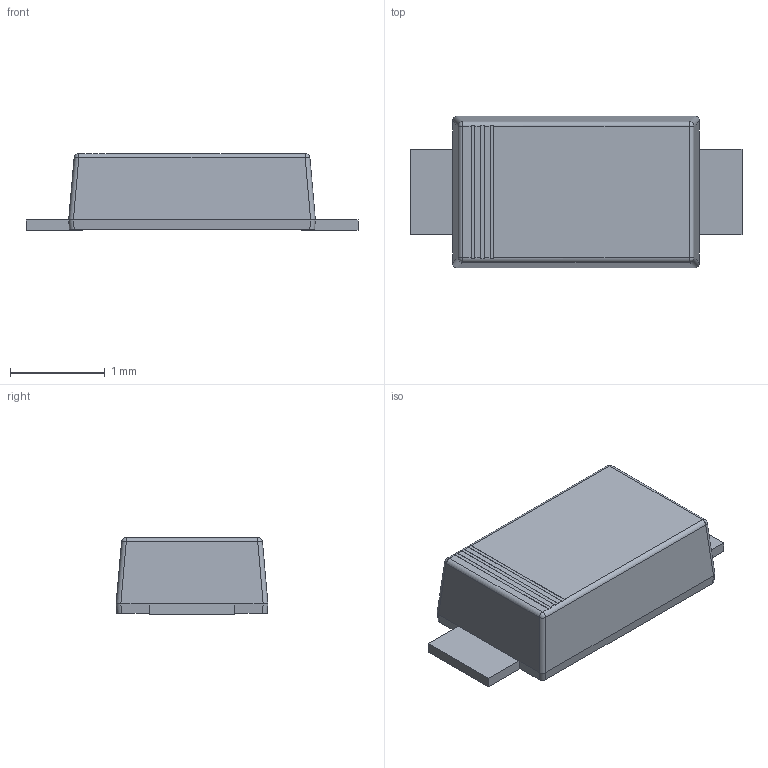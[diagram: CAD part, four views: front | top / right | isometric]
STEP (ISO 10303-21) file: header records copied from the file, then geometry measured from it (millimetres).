
FILE_DESCRIPTION (( 'STEP AP214' ), '1' );
FILE_NAME ('SOD-123FL_L2.6-W1.6-LS3.5-RD.STEP', '2021-09-28T09:18:20', ( '' ), ( '' ), 'SwSTEP 2.0', 'SolidWorks 2020', '' );
FILE_SCHEMA (( 'AUTOMOTIVE_DESIGN' ));
Length unit declared in the file: millimetre
Products named in the file (1): SOD-123FL_L2.6-W1.6-LS3.5-RD
Bounding box: 3.5 x 1.6 x 0.81 mm (x, y, z)
Volume: 3.2 mm3; surface area: 16 mm2
Topology: 1 solids, 1 shells, 111 faces, 282 edges, 180 vertices
Faces by surface type: plane 81, bspline 14, cylinder 12, sphere 4
Entity records: 5223 total; most frequent: CARTESIAN_POINT 1396, ORIENTED_EDGE 564, DIRECTION 466, EDGE_CURVE 282, LINE 222, VECTOR 222, VERTEX_POINT 180, AXIS2_PLACEMENT_3D 122
